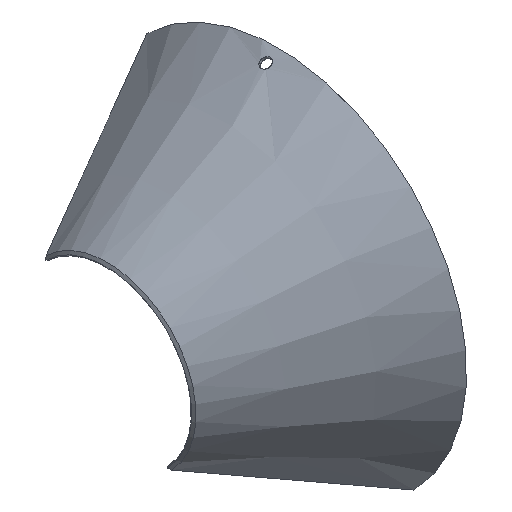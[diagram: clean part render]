
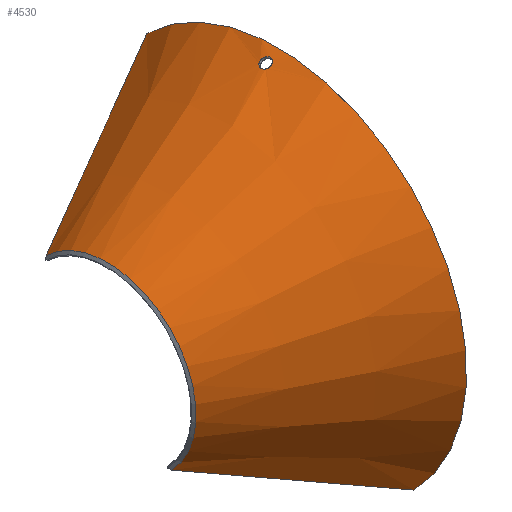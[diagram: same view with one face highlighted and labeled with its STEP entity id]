
A CAD part, isometric view. The second image highlights one B-rep face of the part: STEP entity #4530.
In plain terms, the highlighted conical face has half-angle 30.001 degrees and reference radius 1 mm.
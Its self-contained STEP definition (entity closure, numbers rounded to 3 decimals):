
#200=CARTESIAN_POINT('',(-1531.,1174.847,
-1162.57));
#210=VERTEX_POINT('',#200);
#240=CARTESIAN_POINT('',(-1531.,0.,
0.));
#250=DIRECTION('',(1.,0.,0.));
#260=DIRECTION('',(0.,1.,0.));
#270=AXIS2_PLACEMENT_3D('',#240,#250,#260);
#280=CIRCLE('',#270,1652.826);
#290=CARTESIAN_POINT('',(-1531.,-1162.568,
1174.848));
#300=VERTEX_POINT('',#290);
#310=EDGE_CURVE('',#210,#300,#280,.T.);
#2450=CARTESIAN_POINT('',(-14.,0.,
0.));
#2460=DIRECTION('',(-1.,0.,0.));
#2470=DIRECTION('',(0.,-0.699,
0.715));
#2480=AXIS2_PLACEMENT_3D('',#2450,#2460,#2470);
#2490=CIRCLE('',#2480,776.951);
#2500=CARTESIAN_POINT('',(-14.,-543.168,
555.537));
#2510=VERTEX_POINT('',#2500);
#2520=CARTESIAN_POINT('',(-14.,555.537,
-543.168));
#2530=VERTEX_POINT('',#2520);
#2540=EDGE_CURVE('',#2510,#2530,#2490,.T.);
#3250=CARTESIAN_POINT('',(-1531.005,-1162.57,
1174.85));
#3260=DIRECTION('',(0.866,0.354,
-0.354));
#3270=VECTOR('',#3260,1.);
#3280=LINE('',#3250,#3270);
#3290=EDGE_CURVE('',#300,#2510,#3280,.T.);
#3810=CARTESIAN_POINT('',(1329.933,0.,
0.));
#3820=DIRECTION('',(-1.,0.,0.));
#3830=DIRECTION('',(0.,-1.,0.));
#3840=AXIS2_PLACEMENT_3D('',#3810,#3820,#3830);
#3850=CONICAL_SURFACE('',#3840,1.,0.524);
#3860=CARTESIAN_POINT('',(-14.002,555.539,
-543.163));
#3870=DIRECTION('',(-0.866,0.354,
-0.354));
#3880=VECTOR('',#3870,1.);
#3890=LINE('',#3860,#3880);
#3900=EDGE_CURVE('',#2530,#210,#3890,.T.);
#3910=ORIENTED_EDGE('',*,*,#3900,.T.);
#3920=ORIENTED_EDGE('',*,*,#2540,.T.);
#3930=ORIENTED_EDGE('',*,*,#3290,.T.);
#3940=ORIENTED_EDGE('',*,*,#310,.T.);
#3950=EDGE_LOOP('',(#3940,#3930,#3920,#3910));
#3960=FACE_OUTER_BOUND('',#3950,.T.);
#3970=CARTESIAN_POINT('',(-1461.228,0.,
1612.542));
#3980=CARTESIAN_POINT('',(-1461.228,-3.587,
1612.542));
#3990=CARTESIAN_POINT('',(-1460.49,-10.751,
1612.091));
#4000=CARTESIAN_POINT('',(-1457.265,-20.84,
1610.128));
#4010=CARTESIAN_POINT('',(-1453.81,-26.794,
1608.038));
#4020=CARTESIAN_POINT('',(-1451.805,-29.491,
1606.83));
#4030=B_SPLINE_CURVE_WITH_KNOTS('',3,(#3970,#3980,#3990,#4000,#4010,
#4020),.UNSPECIFIED.,.F.,.F.,(4,1,1,4),(0.,0.333,
0.667,1.),.UNSPECIFIED.);
#4040=CARTESIAN_POINT('',(-1461.228,0.,
1612.542));
#4050=VERTEX_POINT('',#4040);
#4060=CARTESIAN_POINT('',(-1451.805,-29.491,
1606.83));
#4070=VERTEX_POINT('',#4060);
#4080=EDGE_CURVE('',#4050,#4070,#4030,.T.);
#4090=ORIENTED_EDGE('',*,*,#4080,.F.);
#4100=CARTESIAN_POINT('',(-1451.805,-29.491,
1606.83));
#4110=CARTESIAN_POINT('',(-1449.252,-32.922,
1605.293));
#4120=CARTESIAN_POINT('',(-1443.242,-38.879,
1601.691));
#4130=CARTESIAN_POINT('',(-1432.296,-44.275,
1595.224));
#4140=CARTESIAN_POINT('',(-1420.415,-45.631,
1588.322));
#4150=CARTESIAN_POINT('',(-1408.657,-42.815,
1581.611));
#4160=CARTESIAN_POINT('',(-1398.135,-36.083,
1575.707));
#4170=CARTESIAN_POINT('',(-1389.819,-26.053,
1571.109));
#4180=CARTESIAN_POINT('',(-1384.495,-13.652,
1568.197));
#4190=CARTESIAN_POINT('',(-1383.273,-4.551,
1567.532));
#4200=CARTESIAN_POINT('',(-1383.273,0.,
1567.532));
#4210=B_SPLINE_CURVE_WITH_KNOTS('',3,(#4100,#4110,#4120,#4130,#4140,
#4150,#4160,#4170,#4180,#4190,#4200),.UNSPECIFIED.,.F.,.F.,(4,1,1,1,1,1,
1,1,4),(0.,0.125,0.25,0.375,0.5,0.625,0.75,0.875,1.),.UNSPECIFIED.);
#4220=CARTESIAN_POINT('',(-1383.273,0.,
1567.532));
#4230=VERTEX_POINT('',#4220);
#4240=EDGE_CURVE('',#4070,#4230,#4210,.T.);
#4250=ORIENTED_EDGE('',*,*,#4240,.F.);
#4260=CARTESIAN_POINT('',(-1383.273,0.,
1567.532));
#4270=CARTESIAN_POINT('',(-1383.273,3.574,
1567.532));
#4280=CARTESIAN_POINT('',(-1384.023,10.722,
1567.941));
#4290=CARTESIAN_POINT('',(-1387.35,20.86,
1569.758));
#4300=CARTESIAN_POINT('',(-1390.88,26.795,
1571.698));
#4310=CARTESIAN_POINT('',(-1392.919,29.482,
1572.825));
#4320=B_SPLINE_CURVE_WITH_KNOTS('',3,(#4260,#4270,#4280,#4290,#4300,
#4310),.UNSPECIFIED.,.F.,.F.,(4,1,1,4),(0.,0.333,
0.667,1.),.UNSPECIFIED.);
#4330=CARTESIAN_POINT('',(-1392.919,29.482,
1572.825));
#4340=VERTEX_POINT('',#4330);
#4350=EDGE_CURVE('',#4230,#4340,#4320,.T.);
#4360=ORIENTED_EDGE('',*,*,#4350,.F.);
#4370=CARTESIAN_POINT('',(-1392.919,29.482,
1572.825));
#4380=CARTESIAN_POINT('',(-1395.53,32.922,
1574.269));
#4390=CARTESIAN_POINT('',(-1401.66,38.88,
1577.675));
#4400=CARTESIAN_POINT('',(-1412.674,44.256,
1583.891));
#4410=CARTESIAN_POINT('',(-1424.556,45.633,
1590.714));
#4420=CARTESIAN_POINT('',(-1436.227,42.854,
1597.534));
#4430=CARTESIAN_POINT('',(-1446.612,36.166,
1603.702));
#4440=CARTESIAN_POINT('',(-1454.798,26.148,
1608.63));
#4450=CARTESIAN_POINT('',(-1460.03,13.707,
1611.81));
#4460=CARTESIAN_POINT('',(-1461.228,4.57,
1612.542));
#4470=CARTESIAN_POINT('',(-1461.228,0.,
1612.542));
#4480=B_SPLINE_CURVE_WITH_KNOTS('',3,(#4370,#4380,#4390,#4400,#4410,
#4420,#4430,#4440,#4450,#4460,#4470),.UNSPECIFIED.,.F.,.F.,(4,1,1,1,1,1,
1,1,4),(0.,0.125,0.25,0.375,0.5,0.625,0.75,0.875,1.),.UNSPECIFIED.);
#4490=EDGE_CURVE('',#4340,#4050,#4480,.T.);
#4500=ORIENTED_EDGE('',*,*,#4490,.F.);
#4510=EDGE_LOOP('',(#4500,#4360,#4250,#4090));
#4520=FACE_BOUND('',#4510,.T.);
#4530=ADVANCED_FACE('',(#3960,#4520),#3850,.T.);
